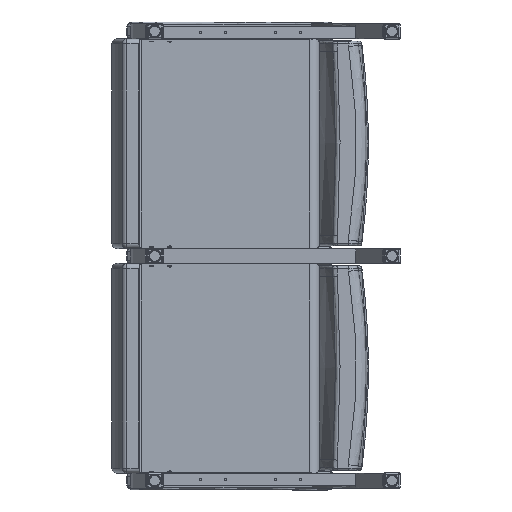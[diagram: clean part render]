
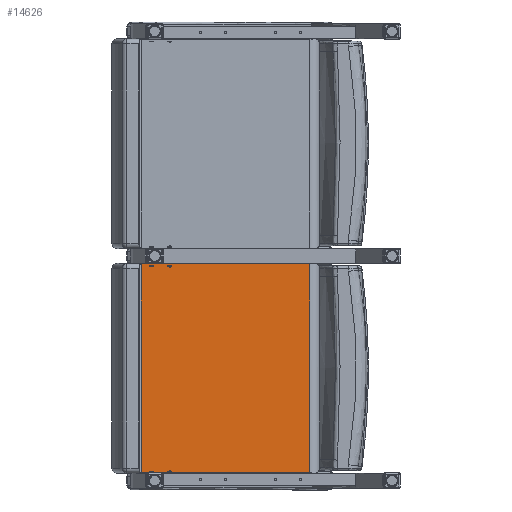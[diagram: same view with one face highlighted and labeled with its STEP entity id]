
A CAD part, front view. The second image highlights one B-rep face of the part: STEP entity #14626.
In plain terms, the highlighted planar face has unit normal (0, -1, 0).
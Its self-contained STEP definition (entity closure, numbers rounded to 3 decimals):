
#1126=PLANE('',#16023);
#2248=FACE_OUTER_BOUND('',#3393,.T.);
#3393=EDGE_LOOP('',(#10738,#10739,#10740,#10741));
#4360=LINE('',#23390,#5048);
#4376=LINE('',#23524,#5064);
#4382=LINE('',#23611,#5070);
#4383=LINE('',#23613,#5071);
#5048=VECTOR('',#18312,0.394);
#5064=VECTOR('',#18388,0.394);
#5070=VECTOR('',#18450,0.394);
#5071=VECTOR('',#18453,0.394);
#6689=VERTEX_POINT('',#23378);
#6690=VERTEX_POINT('',#23389);
#6714=VERTEX_POINT('',#23512);
#6715=VERTEX_POINT('',#23523);
#8056=EDGE_CURVE('',#6689,#6690,#4360,.T.);
#8095=EDGE_CURVE('',#6714,#6715,#4376,.T.);
#8120=EDGE_CURVE('',#6714,#6690,#4382,.T.);
#8121=EDGE_CURVE('',#6715,#6689,#4383,.T.);
#10738=ORIENTED_EDGE('',*,*,#8056,.F.);
#10739=ORIENTED_EDGE('',*,*,#8121,.F.);
#10740=ORIENTED_EDGE('',*,*,#8095,.F.);
#10741=ORIENTED_EDGE('',*,*,#8120,.T.);
#14626=ADVANCED_FACE('',(#2248),#1126,.T.);
#16023=AXIS2_PLACEMENT_3D('',#23612,#18451,#18452);
#18312=DIRECTION('',(1.,0.,0.));
#18388=DIRECTION('',(-1.,0.,0.));
#18450=DIRECTION('',(0.,0.,1.));
#18451=DIRECTION('center_axis',(0.,-1.,0.));
#18452=DIRECTION('ref_axis',(1.,0.,0.));
#18453=DIRECTION('',(0.,0.,1.));
#23378=CARTESIAN_POINT('',(-12.083,0.797,20.966));
#23389=CARTESIAN_POINT('',(4.791,0.797,20.966));
#23390=CARTESIAN_POINT('',(-9.146,0.797,20.966));
#23512=CARTESIAN_POINT('',(4.791,0.797,0.034));
#23523=CARTESIAN_POINT('',(-12.083,0.797,0.034));
#23524=CARTESIAN_POINT('',(-9.146,0.797,0.034));
#23611=CARTESIAN_POINT('',(4.791,0.797,0.));
#23612=CARTESIAN_POINT('Origin',(-12.083,0.797,0.));
#23613=CARTESIAN_POINT('',(-12.083,0.797,0.));
